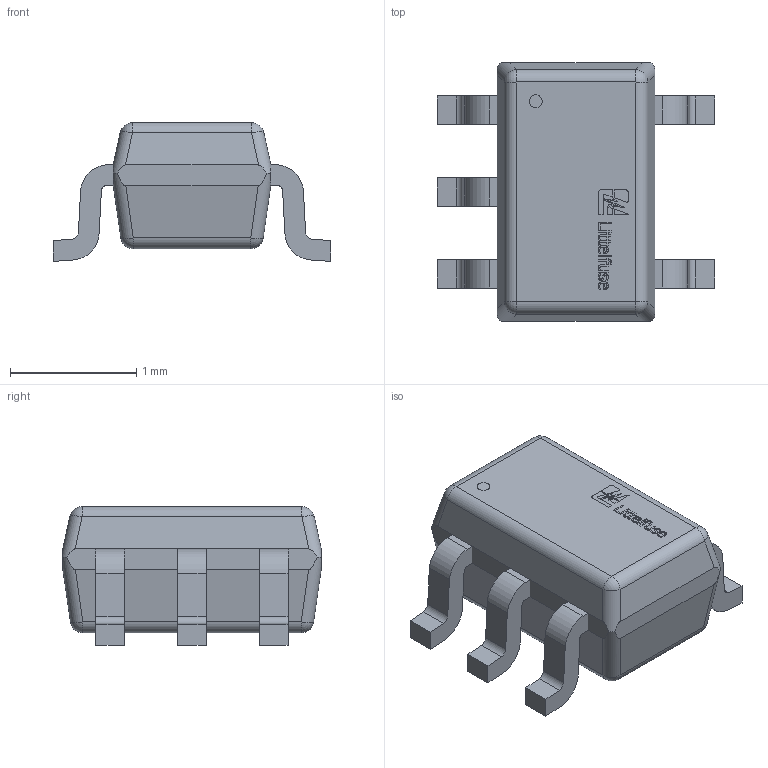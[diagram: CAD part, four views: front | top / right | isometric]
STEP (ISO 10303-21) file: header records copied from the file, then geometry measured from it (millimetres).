
FILE_DESCRIPTION(/* description */ (''),/* implementation_level */ '2;1');
FILE_NAME(/* name */ '1.stp',/* time_stamp */ '2019-10-14T21:34:58+02:00',/* author */ ('k'),/* organization */ (''),/* preprocessor_version */ 'ST-DEVELOPER v15.6',/* originating_system */ 'Autodesk Inventor 2015',/* authorisation */ '');
FILE_SCHEMA (('AUTOMOTIVE_DESIGN { 1 0 10303 214 3 1 1 }'));
Length unit declared in the file: millimetre
Products named in the file (4): BODY-SOT; LEAD-SOT; Littelfuse Adjastable; SC70 6
Bounding box: 2.2 x 2.05 x 1.1 mm (x, y, z)
Volume: 2.6 mm3; surface area: 15.1 mm2
Topology: 21 solids, 21 shells, 327 faces, 831 edges, 546 vertices
Faces by surface type: plane 205, bspline 63, cylinder 51, sphere 8
Full cylindrical faces by diameter (mm): 0.102 x1
Entity records: 8544 total; most frequent: CARTESIAN_POINT 2237, ORIENTED_EDGE 1372, DIRECTION 1080, EDGE_CURVE 686, LINE 478, VECTOR 478, VERTEX_POINT 450, AXIS2_PLACEMENT_3D 301
